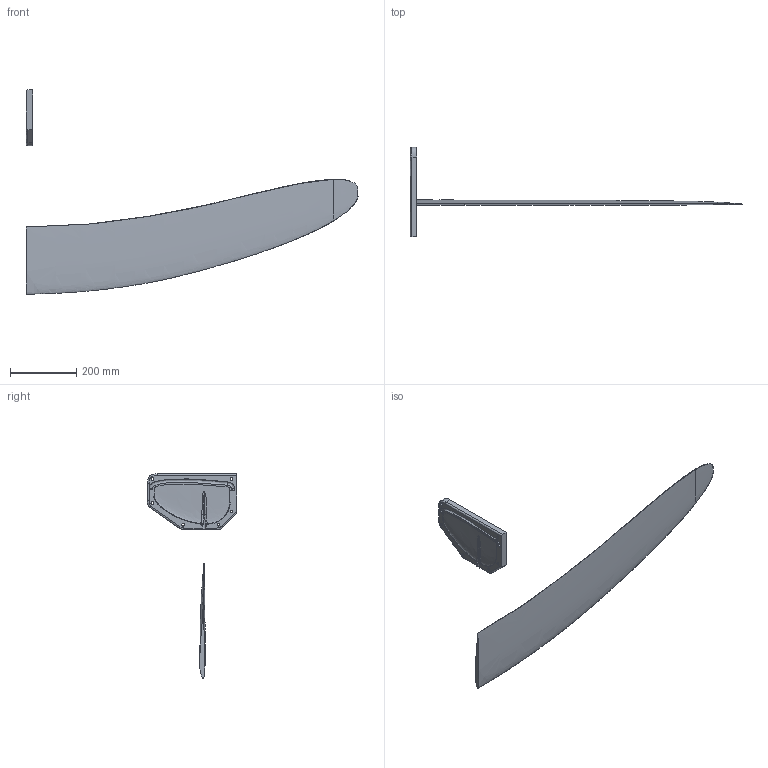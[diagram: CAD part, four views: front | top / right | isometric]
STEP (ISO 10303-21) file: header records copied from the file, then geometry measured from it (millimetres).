
FILE_DESCRIPTION (( 'STEP AP214' ), '1' );
FILE_NAME ('OpenWing_V6_Moulds.STEP', '2022-10-04T22:40:07', ( '' ), ( '' ), 'SwSTEP 2.0', 'SolidWorks 2020', '' );
FILE_SCHEMA (( 'AUTOMOTIVE_DESIGN' ));
Length unit declared in the file: millimetre
Products named in the file (1): OpenWing_V6_Moulds
Bounding box: 1000.5 x 268.94 x 615.27 mm (x, y, z)
Volume: 2546413.7 mm3; surface area: 471095.5 mm2
Topology: 2 solids, 2 shells, 105 faces, 278 edges, 177 vertices
Faces by surface type: bspline 52, plane 34, cylinder 19
Entity records: 19988 total; most frequent: CARTESIAN_POINT 17711, ORIENTED_EDGE 556, DIRECTION 303, EDGE_CURVE 278, VERTEX_POINT 177, B_SPLINE_CURVE_WITH_KNOTS 128, EDGE_LOOP 117, FACE_OUTER_BOUND 105
